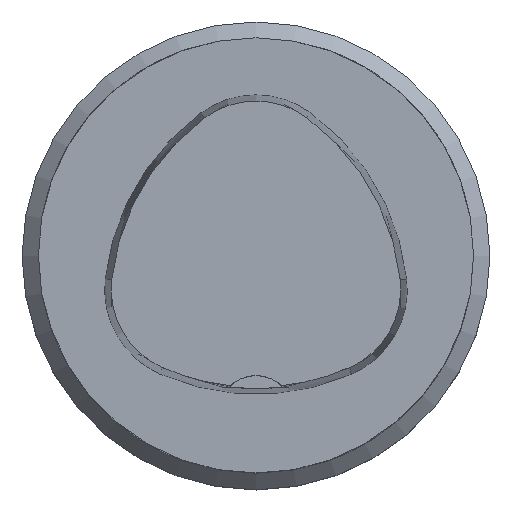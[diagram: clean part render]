
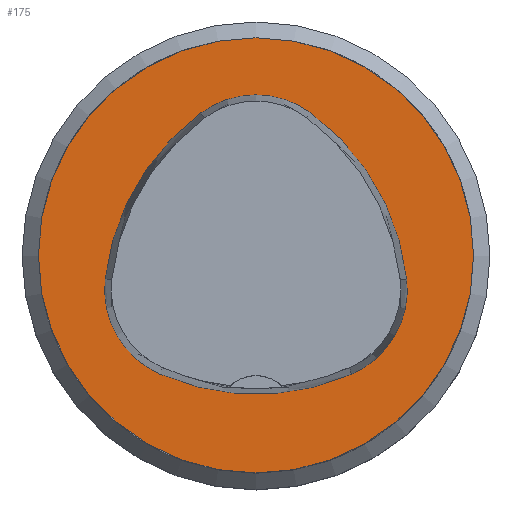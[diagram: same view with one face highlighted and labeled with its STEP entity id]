
A CAD part, top view. The second image highlights one B-rep face of the part: STEP entity #175.
In plain terms, the highlighted planar face has unit normal (0, 0, 1).
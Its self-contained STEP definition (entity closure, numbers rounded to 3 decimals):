
#118=PLANE('',#743);
#175=ADVANCED_FACE('',(#245,#246),#118,.T.);
#245=FACE_BOUND('',#304,.T.);
#246=FACE_BOUND('',#305,.T.);
#304=EDGE_LOOP('',(#419,#420,#421,#422,#423,#424));
#305=EDGE_LOOP('',(#425));
#419=ORIENTED_EDGE('',*,*,#585,.T.);
#420=ORIENTED_EDGE('',*,*,#565,.T.);
#421=ORIENTED_EDGE('',*,*,#569,.T.);
#422=ORIENTED_EDGE('',*,*,#572,.T.);
#423=ORIENTED_EDGE('',*,*,#575,.T.);
#424=ORIENTED_EDGE('',*,*,#583,.T.);
#425=ORIENTED_EDGE('',*,*,#556,.F.);
#500=VERTEX_POINT('',#1066);
#509=VERTEX_POINT('',#1085);
#510=VERTEX_POINT('',#1086);
#513=VERTEX_POINT('',#1094);
#515=VERTEX_POINT('',#1100);
#517=VERTEX_POINT('',#1106);
#524=VERTEX_POINT('',#1127);
#556=EDGE_CURVE('',#500,#500,#620,.T.);
#565=EDGE_CURVE('',#509,#510,#621,.T.);
#569=EDGE_CURVE('',#510,#513,#623,.T.);
#572=EDGE_CURVE('',#513,#515,#625,.T.);
#575=EDGE_CURVE('',#515,#517,#627,.T.);
#583=EDGE_CURVE('',#517,#524,#631,.T.);
#585=EDGE_CURVE('',#524,#509,#633,.T.);
#620=CIRCLE('',#715,40.);
#621=CIRCLE('',#721,44.);
#623=CIRCLE('',#724,17.);
#625=CIRCLE('',#727,44.);
#627=CIRCLE('',#730,17.);
#631=CIRCLE('',#735,44.);
#633=CIRCLE('',#738,17.);
#715=AXIS2_PLACEMENT_3D('',#1065,#862,#863);
#721=AXIS2_PLACEMENT_3D('',#1084,#878,#879);
#724=AXIS2_PLACEMENT_3D('',#1093,#886,#887);
#727=AXIS2_PLACEMENT_3D('',#1099,#893,#894);
#730=AXIS2_PLACEMENT_3D('',#1105,#900,#901);
#735=AXIS2_PLACEMENT_3D('',#1128,#912,#913);
#738=AXIS2_PLACEMENT_3D('',#1131,#918,#919);
#743=AXIS2_PLACEMENT_3D('',#1136,#928,#929);
#862=DIRECTION('',(0.,0.,-1.));
#863=DIRECTION('',(-1.,0.,0.));
#878=DIRECTION('',(0.,0.,-1.));
#879=DIRECTION('',(-1.,0.,0.));
#886=DIRECTION('',(0.,0.,-1.));
#887=DIRECTION('',(-1.,0.,0.));
#893=DIRECTION('',(0.,0.,-1.));
#894=DIRECTION('',(-1.,0.,0.));
#900=DIRECTION('',(0.,0.,-1.));
#901=DIRECTION('',(-1.,0.,0.));
#912=DIRECTION('',(0.,0.,-1.));
#913=DIRECTION('',(-1.,0.,0.));
#918=DIRECTION('',(0.,0.,-1.));
#919=DIRECTION('',(-1.,0.,0.));
#928=DIRECTION('',(0.,0.,1.));
#929=DIRECTION('',(-1.,0.,0.));
#1065=CARTESIAN_POINT('',(0.,0.,0.));
#1066=CARTESIAN_POINT('',(-40.,0.,0.));
#1084=CARTESIAN_POINT('',(16.01,-9.224,0.));
#1085=CARTESIAN_POINT('',(-27.722,-4.378,0.));
#1086=CARTESIAN_POINT('',(-10.119,26.178,0.));
#1093=CARTESIAN_POINT('',(-0.023,12.5,0.));
#1094=CARTESIAN_POINT('',(10.049,26.194,0.));
#1099=CARTESIAN_POINT('',(-16.021,-9.25,0.));
#1100=CARTESIAN_POINT('',(27.71,-4.394,0.));
#1105=CARTESIAN_POINT('',(10.814,-6.27,0.));
#1106=CARTESIAN_POINT('',(17.611,-21.852,0.));
#1127=CARTESIAN_POINT('',(-17.652,-21.819,0.));
#1128=CARTESIAN_POINT('',(0.017,18.477,0.));
#1131=CARTESIAN_POINT('',(-10.825,-6.25,0.));
#1136=CARTESIAN_POINT('',(0.,0.,0.));
